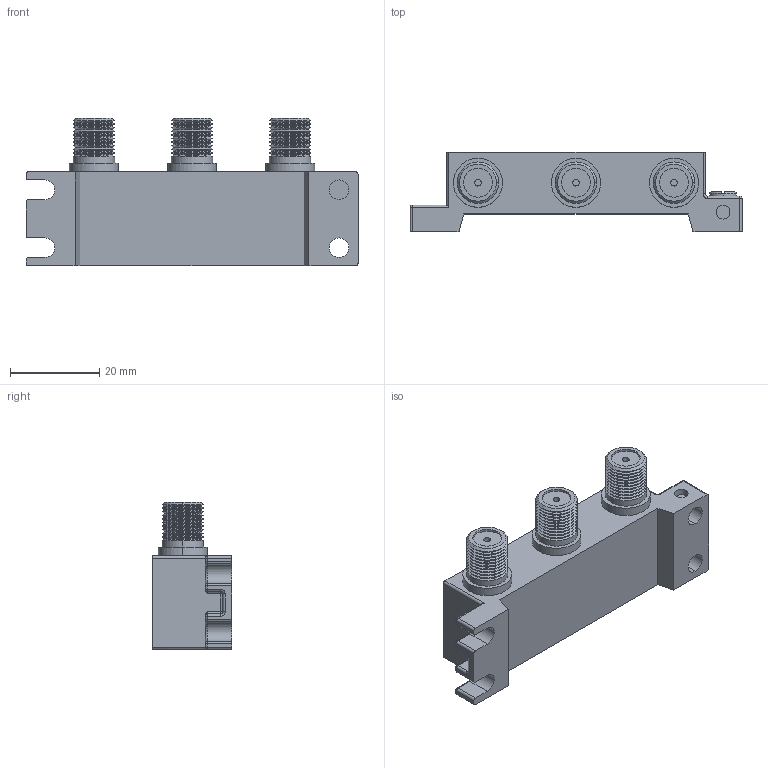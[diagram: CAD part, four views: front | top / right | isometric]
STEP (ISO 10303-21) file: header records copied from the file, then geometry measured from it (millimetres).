
FILE_DESCRIPTION (( 'STEP AP203' ), '1' );
FILE_NAME ('LCDP1005_3D.STEP', '2022-11-03T15:01:39', ( '' ), ( '' ), 'SwSTEP 2.0', 'SolidWorks 2022', '' );
FILE_SCHEMA (( 'CONFIG_CONTROL_DESIGN' ));
Length unit declared in the file: millimetre
Products named in the file (1): LCDP1005_3D
Bounding box: 74.5 x 17.9 x 33 mm (x, y, z)
Volume: 20862.5 mm3; surface area: 7819.7 mm2
Topology: 1 solids, 1 shells, 644 faces, 1455 edges, 834 vertices
Faces by surface type: plane 176, cylinder 138, torus 134, cone 126, bspline 54, sphere 16
Entity records: 21336 total; most frequent: CARTESIAN_POINT 6992, DIRECTION 3107, ORIENTED_EDGE 2878, EDGE_CURVE 1439, AXIS2_PLACEMENT_3D 1193, VERTEX_POINT 834, LINE 721, VECTOR 721
